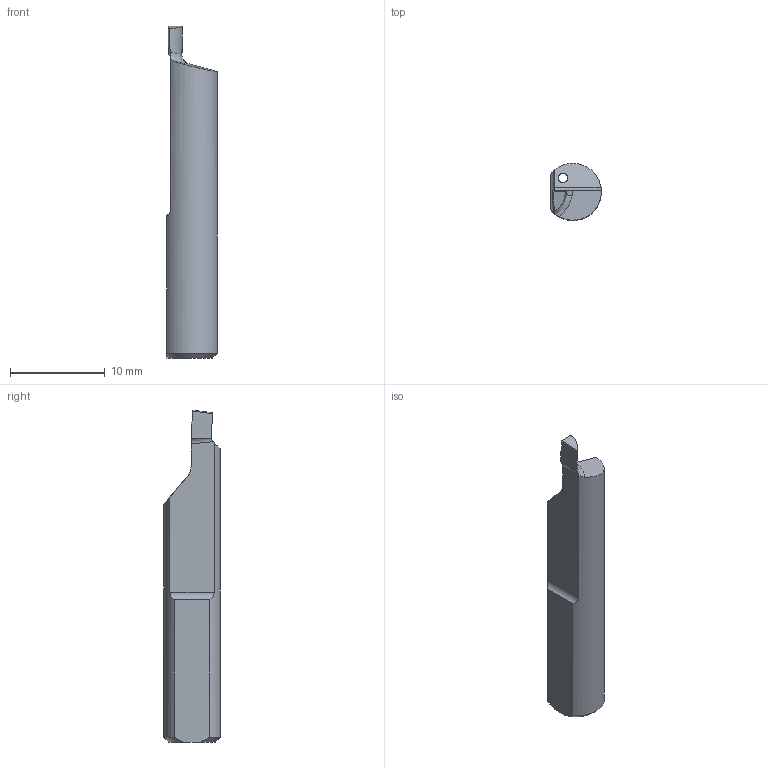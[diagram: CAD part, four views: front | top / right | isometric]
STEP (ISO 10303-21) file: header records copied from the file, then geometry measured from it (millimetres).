
FILE_DESCRIPTION (( 'STEP AP203' ), '1' );
FILE_NAME ('L62PM1506-20.step', '2024-09-20T13:37:35', ( '' ), ( '' ), 'SwSTEP 2.0', 'SolidWorks 2022', '' );
FILE_SCHEMA (( 'CONFIG_CONTROL_DESIGN' ));
Length unit declared in the file: millimetre
Products named in the file (1): L62PM1506-20
Bounding box: 5.35 x 6 x 35 mm (x, y, z)
Volume: 729.3 mm3; surface area: 695.3 mm2
Topology: 1 solids, 1 shells, 23 faces, 63 edges, 42 vertices
Faces by surface type: cylinder 10, plane 9, bspline 3, cone 1
Entity records: 938 total; most frequent: CARTESIAN_POINT 341, ORIENTED_EDGE 126, DIRECTION 82, EDGE_CURVE 63, VERTEX_POINT 42, VECTOR 28, LINE 28, AXIS2_PLACEMENT_3D 27
